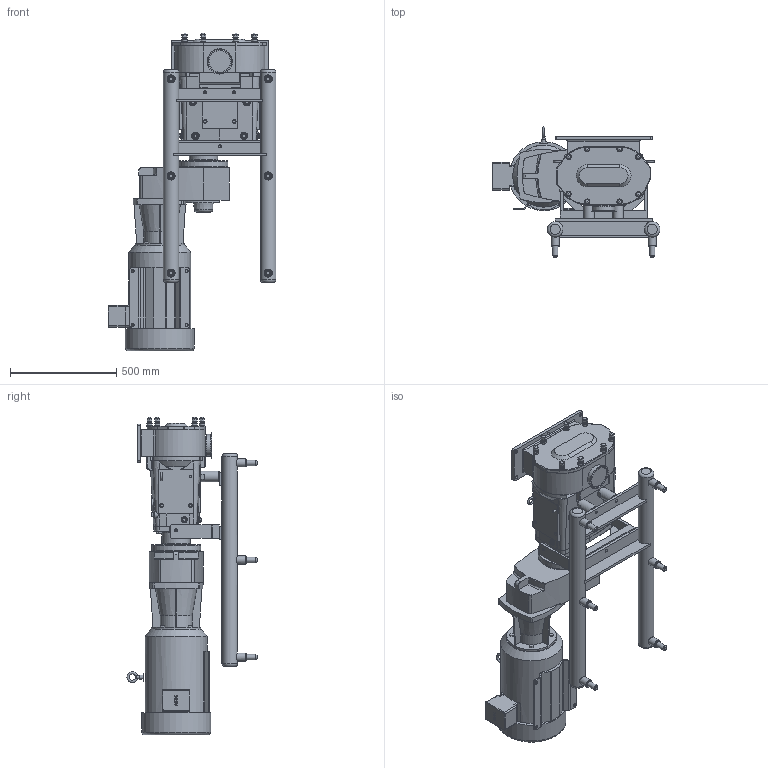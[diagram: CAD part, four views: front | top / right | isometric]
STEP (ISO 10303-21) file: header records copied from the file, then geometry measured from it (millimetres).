
FILE_DESCRIPTION(/* description */ (''),/* implementation_level */ '2;1');
FILE_NAME(/* name */ 'U3_184U3_256TC_(3.36 x 11.33)x3.0_S-Line_20HP_SIDE_SM.stp',/* time_stamp */ '2021-05-24T18:46:18+05:00',/* author */ ('trtmhr'),/* organization */ (''),/* preprocessor_version */ 'ST-DEVELOPER v18.1',/* originating_system */ 'Autodesk Inventor 2020',/* authorisation */ '');
FILE_SCHEMA (('AUTOMOTIVE_DESIGN { 1 0 10303 214 3 1 1 }'));
Length unit declared in the file: inch
Products named in the file (1): U3_184U3_256TC_(3.36 x 11.33)x3.0_S-Line_20HP_SIDE_SM
Bounding box: 791.21 x 612.66 x 1495.17 mm (x, y, z)
Volume: 117262510.2 mm3; surface area: 3421660.8 mm2
Topology: 6 solids, 6 shells, 1120 faces, 3069 edges, 2032 vertices
Faces by surface type: plane 572, cylinder 330, cone 75, torus 71, bspline 60, sphere 12
Full cylindrical faces by diameter (mm): 2.54 x2, 7.62 x1, 7.798 x1, 10.16 x2, 10.719 x5, 13.462 x4, 13.487 x6, 14.224 x2, 14.3 x3, 14.478 x1, 15.24 x1, 19.05 x8, 19.304 x1, 23.876 x3, 25.4 x19, 29.21 x2, 31.75 x3, 35.052 x6, 38.1 x6, 50.8 x2, 78.486 x1, 101.6 x1, 102.946 x1, 103.962 x1, 119.024 x1, 133.35 x1, 229.997 x1, 230.124 x1, 232.994 x1, 292.329 x1
Entity records: 37833 total; most frequent: CARTESIAN_POINT 8903, ORIENTED_EDGE 6104, DIRECTION 6047, EDGE_CURVE 3052, AXIS2_PLACEMENT_3D 2253, VERTEX_POINT 2032, LINE 1541, VECTOR 1541
